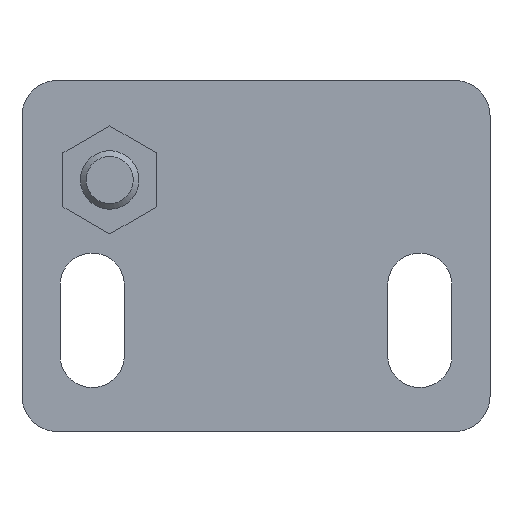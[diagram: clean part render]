
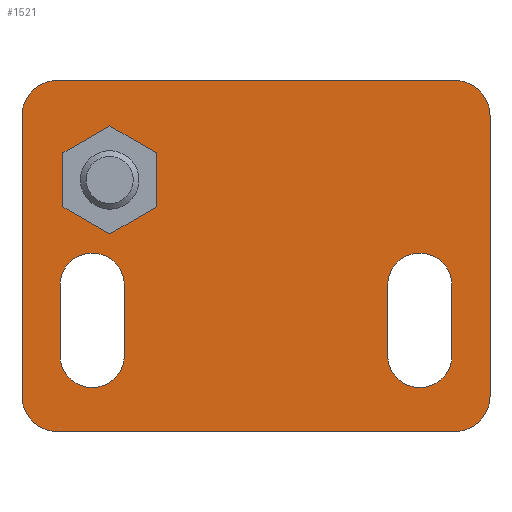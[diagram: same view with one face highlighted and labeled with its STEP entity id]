
A CAD part, left-side view. The second image highlights one B-rep face of the part: STEP entity #1521.
In plain terms, the highlighted face is planar.
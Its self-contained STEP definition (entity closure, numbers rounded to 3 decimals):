
#32=LINE('',#2037,#134);
#33=LINE('',#2041,#135);
#34=LINE('',#2045,#136);
#35=LINE('',#2049,#137);
#36=LINE('',#2053,#138);
#37=LINE('',#2057,#139);
#38=LINE('',#2061,#140);
#39=LINE('',#2065,#141);
#40=LINE('',#2066,#142);
#41=LINE('',#2069,#143);
#42=LINE('',#2071,#144);
#43=LINE('',#2073,#145);
#44=LINE('',#2075,#146);
#45=LINE('',#2077,#147);
#134=VECTOR('',#1713,1000.);
#135=VECTOR('',#1716,1000.);
#136=VECTOR('',#1719,1000.);
#137=VECTOR('',#1722,1000.);
#138=VECTOR('',#1725,1000.);
#139=VECTOR('',#1728,1000.);
#140=VECTOR('',#1731,1000.);
#141=VECTOR('',#1734,1000.);
#142=VECTOR('',#1735,1000.);
#143=VECTOR('',#1736,1000.);
#144=VECTOR('',#1737,1000.);
#145=VECTOR('',#1738,1000.);
#146=VECTOR('',#1739,1000.);
#147=VECTOR('',#1740,1000.);
#236=PLANE('',#1593);
#275=ORIENTED_EDGE('',*,*,#581,.F.);
#276=ORIENTED_EDGE('',*,*,#582,.F.);
#277=ORIENTED_EDGE('',*,*,#583,.F.);
#278=ORIENTED_EDGE('',*,*,#584,.F.);
#279=ORIENTED_EDGE('',*,*,#585,.F.);
#280=ORIENTED_EDGE('',*,*,#586,.F.);
#281=ORIENTED_EDGE('',*,*,#587,.F.);
#282=ORIENTED_EDGE('',*,*,#588,.F.);
#283=ORIENTED_EDGE('',*,*,#589,.T.);
#284=ORIENTED_EDGE('',*,*,#590,.T.);
#285=ORIENTED_EDGE('',*,*,#591,.T.);
#286=ORIENTED_EDGE('',*,*,#592,.T.);
#287=ORIENTED_EDGE('',*,*,#593,.T.);
#288=ORIENTED_EDGE('',*,*,#594,.T.);
#289=ORIENTED_EDGE('',*,*,#595,.T.);
#290=ORIENTED_EDGE('',*,*,#596,.T.);
#291=ORIENTED_EDGE('',*,*,#597,.T.);
#292=ORIENTED_EDGE('',*,*,#598,.T.);
#293=ORIENTED_EDGE('',*,*,#599,.T.);
#294=ORIENTED_EDGE('',*,*,#600,.T.);
#295=ORIENTED_EDGE('',*,*,#601,.T.);
#296=ORIENTED_EDGE('',*,*,#602,.T.);
#581=EDGE_CURVE('',#734,#735,#840,.T.);
#582=EDGE_CURVE('',#736,#734,#32,.T.);
#583=EDGE_CURVE('',#737,#736,#841,.T.);
#584=EDGE_CURVE('',#738,#737,#33,.T.);
#585=EDGE_CURVE('',#739,#738,#842,.T.);
#586=EDGE_CURVE('',#740,#739,#34,.T.);
#587=EDGE_CURVE('',#741,#740,#843,.T.);
#588=EDGE_CURVE('',#735,#741,#35,.T.);
#589=EDGE_CURVE('',#742,#743,#844,.T.);
#590=EDGE_CURVE('',#743,#744,#36,.T.);
#591=EDGE_CURVE('',#744,#745,#845,.T.);
#592=EDGE_CURVE('',#745,#742,#37,.T.);
#593=EDGE_CURVE('',#746,#747,#846,.T.);
#594=EDGE_CURVE('',#747,#748,#38,.T.);
#595=EDGE_CURVE('',#748,#749,#847,.T.);
#596=EDGE_CURVE('',#749,#746,#39,.T.);
#597=EDGE_CURVE('',#750,#751,#40,.T.);
#598=EDGE_CURVE('',#751,#752,#41,.T.);
#599=EDGE_CURVE('',#752,#753,#42,.T.);
#600=EDGE_CURVE('',#753,#754,#43,.T.);
#601=EDGE_CURVE('',#754,#755,#44,.T.);
#602=EDGE_CURVE('',#755,#750,#45,.T.);
#734=VERTEX_POINT('',#2035);
#735=VERTEX_POINT('',#2036);
#736=VERTEX_POINT('',#2038);
#737=VERTEX_POINT('',#2040);
#738=VERTEX_POINT('',#2042);
#739=VERTEX_POINT('',#2044);
#740=VERTEX_POINT('',#2046);
#741=VERTEX_POINT('',#2048);
#742=VERTEX_POINT('',#2051);
#743=VERTEX_POINT('',#2052);
#744=VERTEX_POINT('',#2054);
#745=VERTEX_POINT('',#2056);
#746=VERTEX_POINT('',#2059);
#747=VERTEX_POINT('',#2060);
#748=VERTEX_POINT('',#2062);
#749=VERTEX_POINT('',#2064);
#750=VERTEX_POINT('',#2067);
#751=VERTEX_POINT('',#2068);
#752=VERTEX_POINT('',#2070);
#753=VERTEX_POINT('',#2072);
#754=VERTEX_POINT('',#2074);
#755=VERTEX_POINT('',#2076);
#840=CIRCLE('',#1594,3.);
#841=CIRCLE('',#1595,3.);
#842=CIRCLE('',#1596,3.);
#843=CIRCLE('',#1597,3.);
#844=CIRCLE('',#1598,2.75);
#845=CIRCLE('',#1599,2.75);
#846=CIRCLE('',#1600,2.75);
#847=CIRCLE('',#1601,2.75);
#887=EDGE_LOOP('',(#275,#276,#277,#278,#279,#280,#281,#282));
#888=EDGE_LOOP('',(#283,#284,#285,#286));
#889=EDGE_LOOP('',(#287,#288,#289,#290));
#890=EDGE_LOOP('',(#291,#292,#293,#294,#295,#296));
#972=FACE_BOUND('',#887,.T.);
#973=FACE_BOUND('',#888,.T.);
#974=FACE_BOUND('',#889,.T.);
#975=FACE_BOUND('',#890,.T.);
#1521=ADVANCED_FACE('',(#972,#973,#974,#975),#236,.F.);
#1593=AXIS2_PLACEMENT_3D('',#2033,#1709,#1710);
#1594=AXIS2_PLACEMENT_3D('',#2034,#1711,#1712);
#1595=AXIS2_PLACEMENT_3D('',#2039,#1714,#1715);
#1596=AXIS2_PLACEMENT_3D('',#2043,#1717,#1718);
#1597=AXIS2_PLACEMENT_3D('',#2047,#1720,#1721);
#1598=AXIS2_PLACEMENT_3D('',#2050,#1723,#1724);
#1599=AXIS2_PLACEMENT_3D('',#2055,#1726,#1727);
#1600=AXIS2_PLACEMENT_3D('',#2058,#1729,#1730);
#1601=AXIS2_PLACEMENT_3D('',#2063,#1732,#1733);
#1709=DIRECTION('',(0.,1.,0.));
#1710=DIRECTION('',(0.,0.,1.));
#1711=DIRECTION('',(0.,1.,0.));
#1712=DIRECTION('',(1.,0.,0.));
#1713=DIRECTION('',(-1.,0.,0.));
#1714=DIRECTION('',(0.,1.,0.));
#1715=DIRECTION('',(1.,0.,0.));
#1716=DIRECTION('',(0.,0.,-1.));
#1717=DIRECTION('',(0.,1.,0.));
#1718=DIRECTION('',(1.,0.,0.));
#1719=DIRECTION('',(1.,0.,0.));
#1720=DIRECTION('',(0.,1.,0.));
#1721=DIRECTION('',(1.,0.,0.));
#1722=DIRECTION('',(0.,0.,1.));
#1723=DIRECTION('',(0.,1.,0.));
#1724=DIRECTION('',(1.,0.,0.));
#1725=DIRECTION('',(-1.,0.,0.));
#1726=DIRECTION('',(0.,1.,0.));
#1727=DIRECTION('',(1.,0.,0.));
#1728=DIRECTION('',(1.,0.,0.));
#1729=DIRECTION('',(0.,1.,0.));
#1730=DIRECTION('',(1.,0.,0.));
#1731=DIRECTION('',(-1.,0.,0.));
#1732=DIRECTION('',(0.,1.,0.));
#1733=DIRECTION('',(1.,0.,0.));
#1734=DIRECTION('',(1.,0.,0.));
#1735=DIRECTION('',(-0.5,0.,0.866));
#1736=DIRECTION('',(0.5,0.,0.866));
#1737=DIRECTION('',(1.,0.,0.));
#1738=DIRECTION('',(0.5,0.,-0.866));
#1739=DIRECTION('',(-0.5,0.,-0.866));
#1740=DIRECTION('',(-1.,0.,0.));
#2033=CARTESIAN_POINT('',(-12.,-12.,-17.));
#2034=CARTESIAN_POINT('',(-12.,-12.,-17.));
#2035=CARTESIAN_POINT('',(-12.,-12.,-20.));
#2036=CARTESIAN_POINT('',(-15.,-12.,-17.));
#2037=CARTESIAN_POINT('',(12.,-12.,-20.));
#2038=CARTESIAN_POINT('',(12.,-12.,-20.));
#2039=CARTESIAN_POINT('',(12.,-12.,-17.));
#2040=CARTESIAN_POINT('',(15.,-12.,-17.));
#2041=CARTESIAN_POINT('',(15.,-12.,17.));
#2042=CARTESIAN_POINT('',(15.,-12.,17.));
#2043=CARTESIAN_POINT('',(12.,-12.,17.));
#2044=CARTESIAN_POINT('',(12.,-12.,20.));
#2045=CARTESIAN_POINT('',(-12.,-12.,20.));
#2046=CARTESIAN_POINT('',(-12.,-12.,20.));
#2047=CARTESIAN_POINT('',(-12.,-12.,17.));
#2048=CARTESIAN_POINT('',(-15.,-12.,17.));
#2049=CARTESIAN_POINT('',(-15.,-12.,-17.));
#2050=CARTESIAN_POINT('',(8.5,-12.,-14.));
#2051=CARTESIAN_POINT('',(8.5,-12.,-11.25));
#2052=CARTESIAN_POINT('',(8.5,-12.,-16.75));
#2053=CARTESIAN_POINT('',(8.5,-12.,-16.75));
#2054=CARTESIAN_POINT('',(2.5,-12.,-16.75));
#2055=CARTESIAN_POINT('',(2.5,-12.,-14.));
#2056=CARTESIAN_POINT('',(2.5,-12.,-11.25));
#2057=CARTESIAN_POINT('',(2.5,-12.,-11.25));
#2058=CARTESIAN_POINT('',(8.5,-12.,14.));
#2059=CARTESIAN_POINT('',(8.5,-12.,16.75));
#2060=CARTESIAN_POINT('',(8.5,-12.,11.25));
#2061=CARTESIAN_POINT('',(8.5,-12.,11.25));
#2062=CARTESIAN_POINT('',(2.5,-12.,11.25));
#2063=CARTESIAN_POINT('',(2.5,-12.,14.));
#2064=CARTESIAN_POINT('',(2.5,-12.,16.75));
#2065=CARTESIAN_POINT('',(2.5,-12.,16.75));
#2066=CARTESIAN_POINT('',(-8.809,-12.,-16.5));
#2067=CARTESIAN_POINT('',(-8.809,-12.,-16.5));
#2068=CARTESIAN_POINT('',(-11.119,-12.,-12.5));
#2069=CARTESIAN_POINT('',(-11.119,-12.,-12.5));
#2070=CARTESIAN_POINT('',(-8.809,-12.,-8.5));
#2071=CARTESIAN_POINT('',(-8.809,-12.,-8.5));
#2072=CARTESIAN_POINT('',(-4.191,-12.,-8.5));
#2073=CARTESIAN_POINT('',(-4.191,-12.,-8.5));
#2074=CARTESIAN_POINT('',(-1.881,-12.,-12.5));
#2075=CARTESIAN_POINT('',(-1.881,-12.,-12.5));
#2076=CARTESIAN_POINT('',(-4.191,-12.,-16.5));
#2077=CARTESIAN_POINT('',(-4.191,-12.,-16.5));
